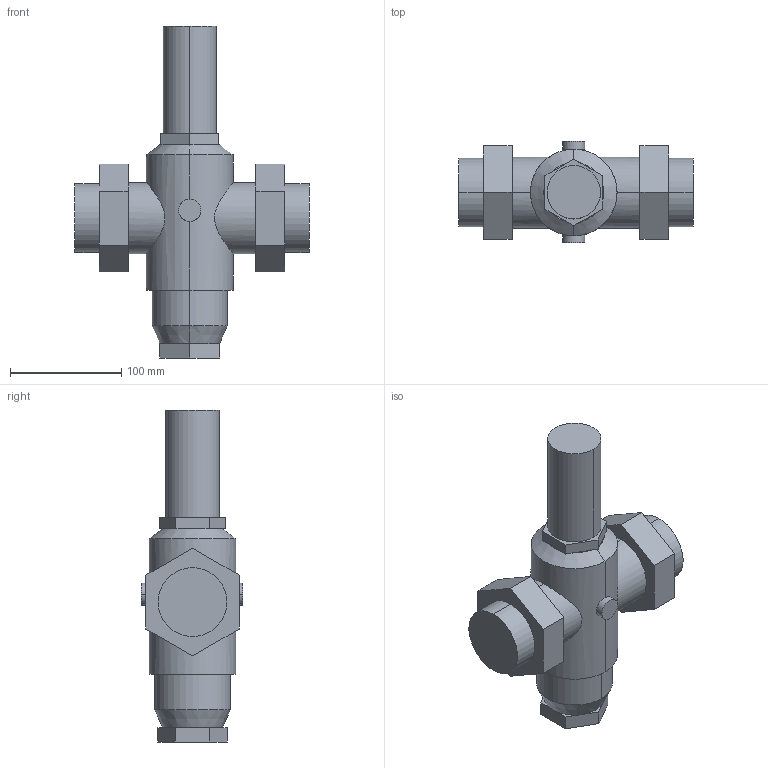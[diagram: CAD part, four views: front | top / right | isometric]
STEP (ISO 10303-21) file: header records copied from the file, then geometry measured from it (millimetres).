
FILE_DESCRIPTION(('no description'),'unknown implementation level');
FILE_NAME('D06FI-2B_3D.stp',' ',('pit-cup GmbH'),('ccLab - KiM Gmbh - www.kimweb.de'),'unknown preprocess','ACIS','unknown authorization');
FILE_SCHEMA(('automotive_design'));
Length unit declared in the file: millimetre
Products named in the file (1): 1
Bounding box: 211 x 91 x 299 mm (x, y, z)
Volume: 1606356.6 mm3; surface area: 114574.8 mm2
Topology: 1 solids, 1 shells, 88 faces, 212 edges, 134 vertices
Faces by surface type: plane 58, cylinder 26, cone 4
Entity records: 5600 total; most frequent: CARTESIAN_POINT 1071, STYLED_ITEM 435, PRESENTATION_STYLE_ASSIGNMENT 435, COLOUR_RGB 435, DIRECTION 434, ORIENTED_EDGE 428, EDGE_CURVE 212, CURVE_STYLE 212
